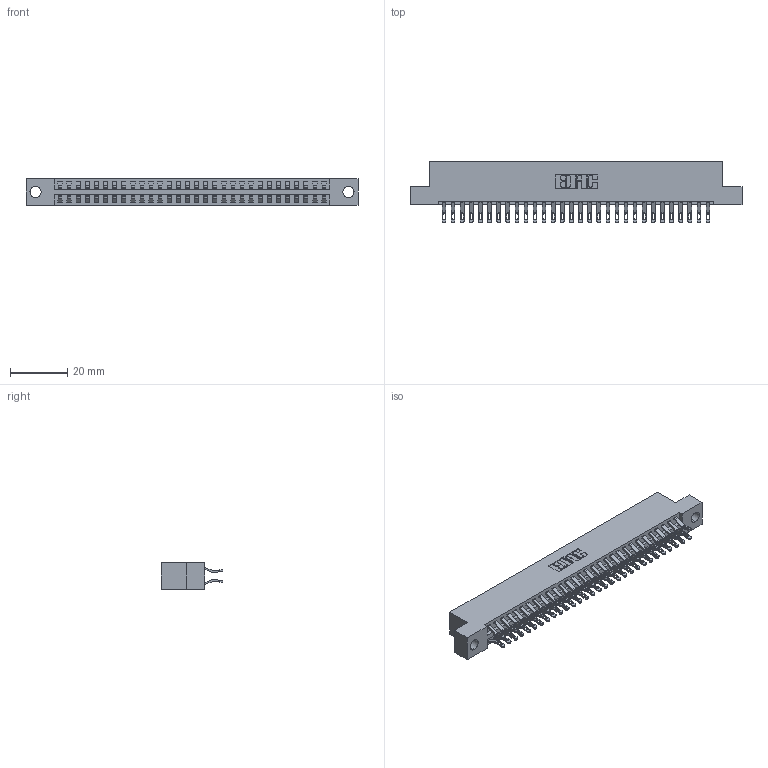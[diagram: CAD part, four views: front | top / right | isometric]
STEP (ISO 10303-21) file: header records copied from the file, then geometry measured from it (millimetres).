
FILE_DESCRIPTION (( 'STEP AP203' ), '1' );
FILE_NAME ('346-060-555-204.STEP', '2022-05-21T11:46:48', ( '' ), ( '' ), 'SwSTEP 2.0', 'SolidWorks 2020', '' );
FILE_SCHEMA (( 'CONFIG_CONTROL_DESIGN' ));
Length unit declared in the file: inch
Products named in the file (3): 346 Part_Flush Mounting Lugs - 0.156 Dia-TH; 346-060-555-204; 345-292-001_555 Tail
Assembly tree (61 placements, depth 2):
  346-060-555-204
    346 Part_Flush Mounting Lugs - 0.156 Dia-TH
    345-292-001_555 Tail  x60
Bounding box: 115.82 x 21.46 x 9.4 mm (x, y, z)
Volume: 11269.2 mm3; surface area: 15769.9 mm2
Topology: 61 solids, 61 shells, 3616 faces, 11345 edges, 7562 vertices
Faces by surface type: plane 2070, cylinder 1546
Entity records: 21939 total; most frequent: CARTESIAN_POINT 3672, ORIENTED_EDGE 3574, DIRECTION 3255, EDGE_CURVE 1787, VECTOR 1515, LINE 1515, VERTEX_POINT 1190, AXIS2_PLACEMENT_3D 870
